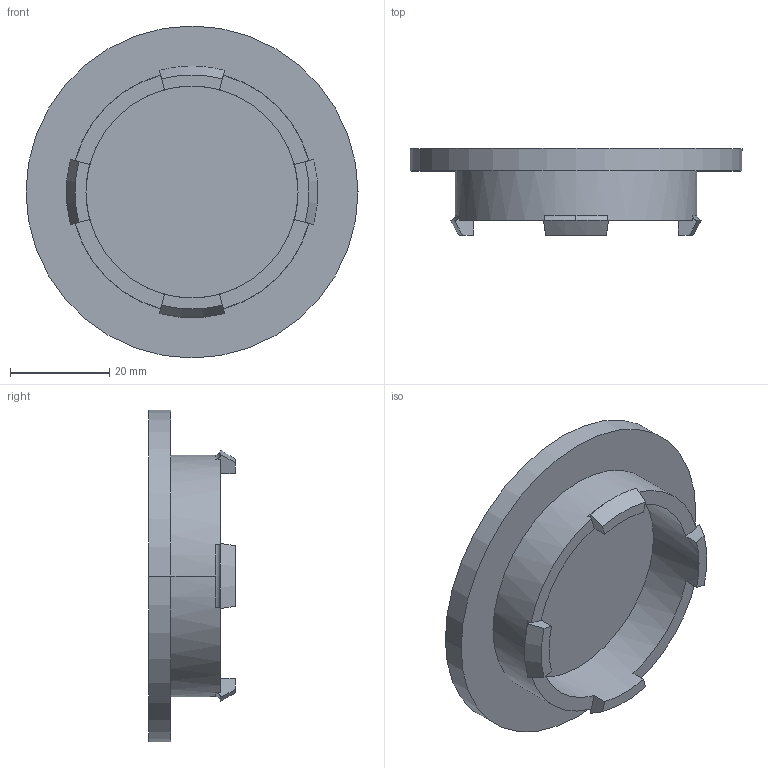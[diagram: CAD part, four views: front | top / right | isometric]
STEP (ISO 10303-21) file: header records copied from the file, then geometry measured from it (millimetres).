
FILE_DESCRIPTION (( 'STEP AP203' ), '1' );
FILE_NAME ('Caps.stp', '2023-06-11T17:16:04', ( '' ), ( '' ), 'SwSTEP 2.0', 'SolidWorks 2019', '' );
FILE_SCHEMA (( 'CONFIG_CONTROL_DESIGN' ));
Length unit declared in the file: millimetre
Products named in the file (1): Caps
Bounding box: 67 x 17.5 x 67 mm (x, y, z)
Volume: 15842.3 mm3; surface area: 11604.4 mm2
Topology: 1 solids, 1 shells, 156 faces, 455 edges, 303 vertices
Faces by surface type: plane 74, bspline 50, sphere 17, cylinder 6, torus 5, cone 4
Entity records: 7664 total; most frequent: CARTESIAN_POINT 3670, ORIENTED_EDGE 910, DIRECTION 724, EDGE_CURVE 455, VERTEX_POINT 303, AXIS2_PLACEMENT_3D 286, CIRCLE 179, EDGE_LOOP 158
